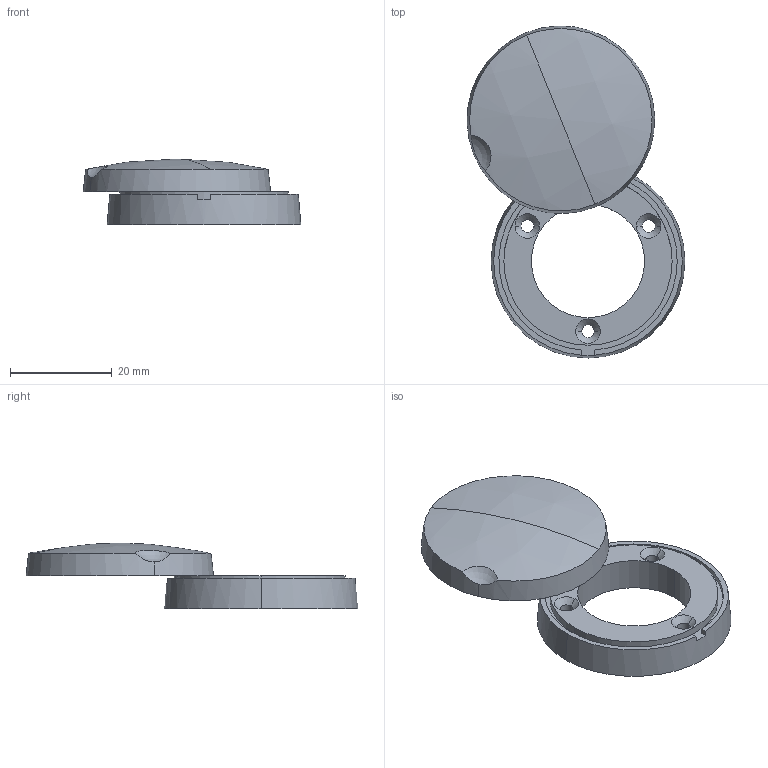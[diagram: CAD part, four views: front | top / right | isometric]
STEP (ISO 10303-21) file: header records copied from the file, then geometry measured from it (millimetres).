
FILE_DESCRIPTION (( 'STEP AP203' ), '1' );
FILE_NAME ('sone3D.STEP', '2015-04-10T01:13:22', ( '' ), ( '' ), 'SwSTEP 2.0', 'SolidWorks 2012', '' );
FILE_SCHEMA (( 'CONFIG_CONTROL_DESIGN' ));
Length unit declared in the file: millimetre
Products named in the file (3): sone3D; C-135-2キャップA_; C-135-2キャップB_
Assembly tree (2 placements, depth 2):
  sone3D
    C-135-2キャップB_
    C-135-2キャップA_
Bounding box: 42.71 x 65.11 x 12.93 mm (x, y, z)
Volume: 6286.4 mm3; surface area: 6097.1 mm2
Topology: 2 solids, 2 shells, 56 faces, 141 edges, 92 vertices
Faces by surface type: cylinder 25, plane 14, cone 12, sphere 5
Entity records: 2138 total; most frequent: CARTESIAN_POINT 409, DIRECTION 335, ORIENTED_EDGE 282, AXIS2_PLACEMENT_3D 144, EDGE_CURVE 141, VERTEX_POINT 92, CIRCLE 83, EDGE_LOOP 69
